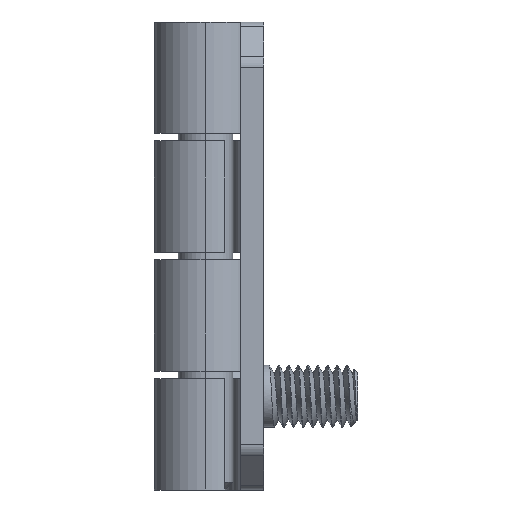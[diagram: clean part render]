
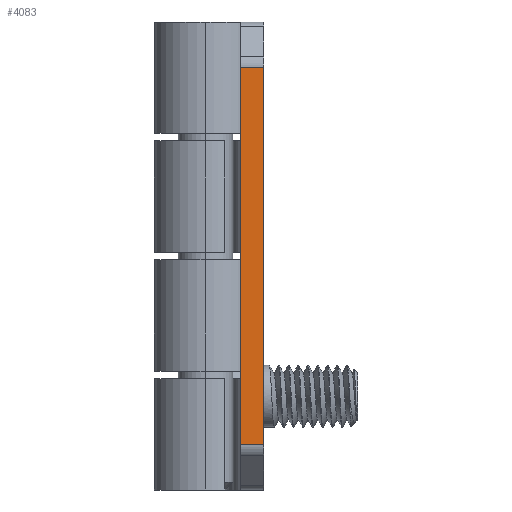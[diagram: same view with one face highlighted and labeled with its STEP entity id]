
A CAD part, left-side view. The second image highlights one B-rep face of the part: STEP entity #4083.
In plain terms, the highlighted planar face has unit normal (-1, 0, 0).
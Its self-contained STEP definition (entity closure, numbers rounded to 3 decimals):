
#19 = DIRECTION ( 'NONE',  ( 0., 0., 1. ) ) ;
#154 = VECTOR ( 'NONE', #1757, 1000. ) ;
#514 = EDGE_CURVE ( 'NONE', #1073, #4264, #5366, .T. ) ;
#673 = CARTESIAN_POINT ( 'NONE',  ( -68., -4.5, -30. ) ) ;
#749 = DIRECTION ( 'NONE',  ( 0., 0., 1. ) ) ;
#751 = LINE ( 'NONE', #3062, #2941 ) ;
#952 = EDGE_LOOP ( 'NONE', ( #2152, #4632, #3097, #2535 ) ) ;
#1073 = VERTEX_POINT ( 'NONE', #7259 ) ;
#1757 = DIRECTION ( 'NONE',  ( 0., 0., 1. ) ) ;
#2152 = ORIENTED_EDGE ( 'NONE', *, *, #5651, .T. ) ;
#2308 = EDGE_CURVE ( 'NONE', #1073, #5864, #751, .T. ) ;
#2535 = ORIENTED_EDGE ( 'NONE', *, *, #2308, .T. ) ;
#2834 = PLANE ( 'NONE',  #2967 ) ;
#2900 = CARTESIAN_POINT ( 'NONE',  ( -68., -4.5, -30. ) ) ;
#2941 = VECTOR ( 'NONE', #3536, 1000. ) ;
#2967 = AXIS2_PLACEMENT_3D ( 'NONE', #2900, #4505, #19 ) ;
#2998 = CARTESIAN_POINT ( 'NONE',  ( -68., -7.5, -24.172 ) ) ;
#3062 = CARTESIAN_POINT ( 'NONE',  ( -68., -4.5, -24.172 ) ) ;
#3063 = CARTESIAN_POINT ( 'NONE',  ( -68., -7.5, 24.172 ) ) ;
#3097 = ORIENTED_EDGE ( 'NONE', *, *, #514, .F. ) ;
#3297 = EDGE_CURVE ( 'NONE', #7187, #4264, #5744, .T. ) ;
#3499 = DIRECTION ( 'NONE',  ( 0., 1., 0. ) ) ;
#3536 = DIRECTION ( 'NONE',  ( 0., -1., 0. ) ) ;
#3669 = CARTESIAN_POINT ( 'NONE',  ( -68., -4.5, 24.172 ) ) ;
#3796 = VECTOR ( 'NONE', #749, 1000. ) ;
#3904 = VECTOR ( 'NONE', #3499, 1000. ) ;
#4083 = ADVANCED_FACE ( 'NONE', ( #5772 ), #2834, .T. ) ;
#4264 = VERTEX_POINT ( 'NONE', #3669 ) ;
#4505 = DIRECTION ( 'NONE',  ( -1., 0., 0. ) ) ;
#4632 = ORIENTED_EDGE ( 'NONE', *, *, #3297, .T. ) ;
#4681 = LINE ( 'NONE', #6912, #154 ) ;
#5193 = CARTESIAN_POINT ( 'NONE',  ( -68., -4.5, 24.172 ) ) ;
#5366 = LINE ( 'NONE', #673, #3796 ) ;
#5651 = EDGE_CURVE ( 'NONE', #5864, #7187, #4681, .T. ) ;
#5744 = LINE ( 'NONE', #5193, #3904 ) ;
#5772 = FACE_OUTER_BOUND ( 'NONE', #952, .T. ) ;
#5864 = VERTEX_POINT ( 'NONE', #2998 ) ;
#6912 = CARTESIAN_POINT ( 'NONE',  ( -68., -7.5, -30. ) ) ;
#7187 = VERTEX_POINT ( 'NONE', #3063 ) ;
#7259 = CARTESIAN_POINT ( 'NONE',  ( -68., -4.5, -24.172 ) ) ;
